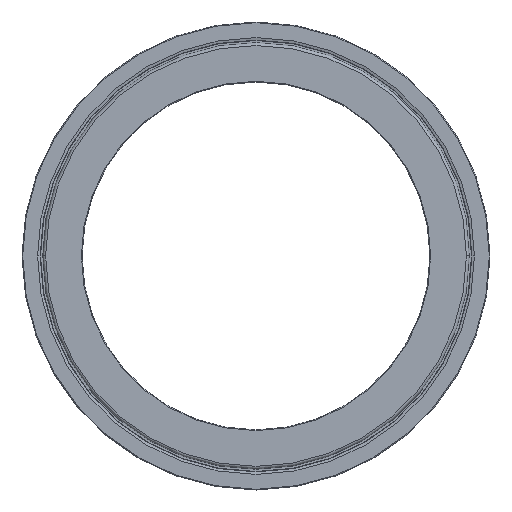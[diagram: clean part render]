
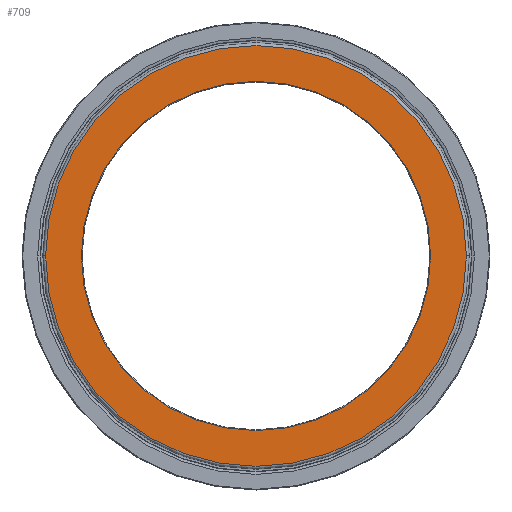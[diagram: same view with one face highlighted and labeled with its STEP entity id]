
A CAD part, top view. The second image highlights one B-rep face of the part: STEP entity #709.
In plain terms, the highlighted planar face has unit normal (0, 0, 1).
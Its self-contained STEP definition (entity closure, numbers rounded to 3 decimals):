
#89 = CARTESIAN_POINT ( 'NONE',  ( 244., 0., 21. ) ) ;
#90 = CARTESIAN_POINT ( 'NONE',  ( -294., 0., 21. ) ) ;
#118 = PLANE ( 'NONE',  #431 ) ;
#141 = EDGE_CURVE ( 'NONE', #591, #895, #209, .T. ) ;
#192 = AXIS2_PLACEMENT_3D ( 'NONE', #1321, #607, #503 ) ;
#209 = CIRCLE ( 'NONE', #299, 294. ) ;
#215 = CIRCLE ( 'NONE', #705, 294. ) ;
#219 = DIRECTION ( 'NONE',  ( 0., 0., -1. ) ) ;
#242 = DIRECTION ( 'NONE',  ( -1., 0., 0. ) ) ;
#276 = FACE_BOUND ( 'NONE', #521, .T. ) ;
#277 = EDGE_LOOP ( 'NONE', ( #1094, #461 ) ) ;
#299 = AXIS2_PLACEMENT_3D ( 'NONE', #1171, #350, #242 ) ;
#308 = CARTESIAN_POINT ( 'NONE',  ( 0., 0., 21. ) ) ;
#350 = DIRECTION ( 'NONE',  ( 0., 0., -1. ) ) ;
#427 = VERTEX_POINT ( 'NONE', #902 ) ;
#428 = CIRCLE ( 'NONE', #192, 244. ) ;
#431 = AXIS2_PLACEMENT_3D ( 'NONE', #934, #665, #513 ) ;
#461 = ORIENTED_EDGE ( 'NONE', *, *, #141, .F. ) ;
#503 = DIRECTION ( 'NONE',  ( -1., 0., 0. ) ) ;
#513 = DIRECTION ( 'NONE',  ( -1., 0., 0. ) ) ;
#521 = EDGE_LOOP ( 'NONE', ( #843, #1224 ) ) ;
#591 = VERTEX_POINT ( 'NONE', #1123 ) ;
#593 = DIRECTION ( 'NONE',  ( -1., 0., 0. ) ) ;
#607 = DIRECTION ( 'NONE',  ( 0., 0., -1. ) ) ;
#665 = DIRECTION ( 'NONE',  ( 0., 0., -1. ) ) ;
#705 = AXIS2_PLACEMENT_3D ( 'NONE', #308, #1010, #593 ) ;
#709 = ADVANCED_FACE ( 'NONE', ( #823, #276 ), #118, .F. ) ;
#734 = DIRECTION ( 'NONE',  ( -1., 0., 0. ) ) ;
#769 = EDGE_CURVE ( 'NONE', #895, #591, #215, .T. ) ;
#785 = VERTEX_POINT ( 'NONE', #89 ) ;
#823 = FACE_OUTER_BOUND ( 'NONE', #277, .T. ) ;
#843 = ORIENTED_EDGE ( 'NONE', *, *, #1062, .T. ) ;
#890 = EDGE_CURVE ( 'NONE', #427, #785, #428, .T. ) ;
#895 = VERTEX_POINT ( 'NONE', #90 ) ;
#902 = CARTESIAN_POINT ( 'NONE',  ( -244., 0., 21. ) ) ;
#932 = CARTESIAN_POINT ( 'NONE',  ( 0., 0., 21. ) ) ;
#934 = CARTESIAN_POINT ( 'NONE',  ( 294., 0., 21. ) ) ;
#1010 = DIRECTION ( 'NONE',  ( 0., 0., -1. ) ) ;
#1025 = AXIS2_PLACEMENT_3D ( 'NONE', #932, #219, #734 ) ;
#1062 = EDGE_CURVE ( 'NONE', #785, #427, #1169, .T. ) ;
#1094 = ORIENTED_EDGE ( 'NONE', *, *, #769, .F. ) ;
#1123 = CARTESIAN_POINT ( 'NONE',  ( 294., 0., 21. ) ) ;
#1169 = CIRCLE ( 'NONE', #1025, 244. ) ;
#1171 = CARTESIAN_POINT ( 'NONE',  ( 0., 0., 21. ) ) ;
#1224 = ORIENTED_EDGE ( 'NONE', *, *, #890, .T. ) ;
#1321 = CARTESIAN_POINT ( 'NONE',  ( 0., 0., 21. ) ) ;
